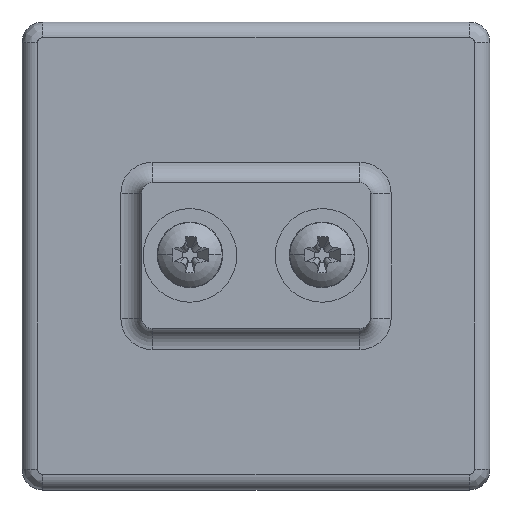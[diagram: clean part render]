
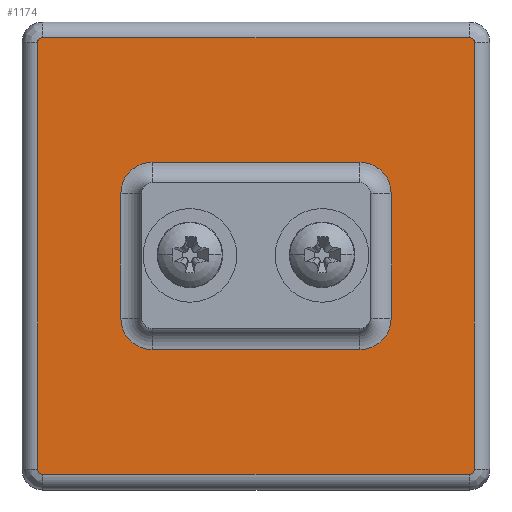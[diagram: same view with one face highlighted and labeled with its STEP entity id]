
A CAD part, top view. The second image highlights one B-rep face of the part: STEP entity #1174.
In plain terms, the highlighted planar face has unit normal (0, 0, 1).
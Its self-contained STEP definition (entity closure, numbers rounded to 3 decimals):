
#221=CARTESIAN_POINT('',(10.,-6.,6.));
#222=DIRECTION('',(0.,0.,1.));
#223=DIRECTION('',(0.,-1.,0.));
#224=AXIS2_PLACEMENT_3D('',#221,#222,#223);
#226=CARTESIAN_POINT('',(10.,6.,6.));
#227=DIRECTION('',(0.,0.,1.));
#228=DIRECTION('',(1.,0.,0.));
#229=AXIS2_PLACEMENT_3D('',#226,#227,#228);
#231=CARTESIAN_POINT('',(-10.,6.,6.));
#232=DIRECTION('',(0.,0.,1.));
#233=DIRECTION('',(0.,1.,0.));
#234=AXIS2_PLACEMENT_3D('',#231,#232,#233);
#236=CARTESIAN_POINT('',(-10.,-6.,6.));
#237=DIRECTION('',(0.,0.,1.));
#238=DIRECTION('',(-1.,0.,0.));
#239=AXIS2_PLACEMENT_3D('',#236,#237,#238);
#241=CARTESIAN_POINT('',(-20.5,20.5,6.));
#242=DIRECTION('',(0.,0.,-1.));
#243=DIRECTION('',(-1.,0.,0.));
#244=AXIS2_PLACEMENT_3D('',#241,#242,#243);
#246=DIRECTION('',(1.,0.,0.));
#247=VECTOR('',#246,41.);
#248=CARTESIAN_POINT('',(-20.5,21.,6.));
#249=LINE('',#248,#247);
#250=CARTESIAN_POINT('',(20.5,20.5,6.));
#251=DIRECTION('',(0.,0.,-1.));
#252=DIRECTION('',(0.,1.,0.));
#253=AXIS2_PLACEMENT_3D('',#250,#251,#252);
#255=DIRECTION('',(0.,-1.,0.));
#256=VECTOR('',#255,41.);
#257=CARTESIAN_POINT('',(21.,20.5,6.));
#258=LINE('',#257,#256);
#259=CARTESIAN_POINT('',(20.5,-20.5,6.));
#260=DIRECTION('',(0.,0.,-1.));
#261=DIRECTION('',(1.,0.,0.));
#262=AXIS2_PLACEMENT_3D('',#259,#260,#261);
#264=DIRECTION('',(-1.,0.,0.));
#265=VECTOR('',#264,41.);
#266=CARTESIAN_POINT('',(20.5,-21.,6.));
#267=LINE('',#266,#265);
#268=CARTESIAN_POINT('',(-20.5,-20.5,6.));
#269=DIRECTION('',(0.,0.,-1.));
#270=DIRECTION('',(0.,-1.,0.));
#271=AXIS2_PLACEMENT_3D('',#268,#269,#270);
#273=DIRECTION('',(0.,1.,0.));
#274=VECTOR('',#273,41.);
#275=CARTESIAN_POINT('',(-21.,-20.5,6.));
#276=LINE('',#275,#274);
#304=DIRECTION('',(-1.,0.,0.));
#305=VECTOR('',#304,20.);
#306=CARTESIAN_POINT('',(10.,-9.,6.));
#307=LINE('',#306,#305);
#335=DIRECTION('',(0.,1.,0.));
#336=VECTOR('',#335,12.);
#337=CARTESIAN_POINT('',(-13.,-6.,6.));
#338=LINE('',#337,#336);
#370=DIRECTION('',(1.,0.,0.));
#371=VECTOR('',#370,20.);
#372=CARTESIAN_POINT('',(-10.,9.,6.));
#373=LINE('',#372,#371);
#401=DIRECTION('',(0.,-1.,0.));
#402=VECTOR('',#401,12.);
#403=CARTESIAN_POINT('',(13.,6.,6.));
#404=LINE('',#403,#402);
#545=CARTESIAN_POINT('',(10.,-9.,6.));
#546=CARTESIAN_POINT('',(13.,-6.,6.));
#547=VERTEX_POINT('',#545);
#548=VERTEX_POINT('',#546);
#549=CARTESIAN_POINT('',(13.,6.,6.));
#550=VERTEX_POINT('',#549);
#551=CARTESIAN_POINT('',(10.,9.,6.));
#552=VERTEX_POINT('',#551);
#553=CARTESIAN_POINT('',(-10.,9.,6.));
#554=VERTEX_POINT('',#553);
#555=CARTESIAN_POINT('',(-13.,6.,6.));
#556=VERTEX_POINT('',#555);
#557=CARTESIAN_POINT('',(-13.,-6.,6.));
#558=VERTEX_POINT('',#557);
#559=CARTESIAN_POINT('',(-10.,-9.,6.));
#560=VERTEX_POINT('',#559);
#657=CARTESIAN_POINT('',(-21.,20.5,6.));
#658=CARTESIAN_POINT('',(-20.5,21.,6.));
#659=VERTEX_POINT('',#657);
#660=VERTEX_POINT('',#658);
#663=CARTESIAN_POINT('',(20.5,21.,6.));
#664=VERTEX_POINT('',#663);
#667=CARTESIAN_POINT('',(21.,20.5,6.));
#668=VERTEX_POINT('',#667);
#671=CARTESIAN_POINT('',(21.,-20.5,6.));
#672=VERTEX_POINT('',#671);
#675=CARTESIAN_POINT('',(20.5,-21.,6.));
#676=VERTEX_POINT('',#675);
#679=CARTESIAN_POINT('',(-20.5,-21.,6.));
#680=VERTEX_POINT('',#679);
#683=CARTESIAN_POINT('',(-21.,-20.5,6.));
#684=VERTEX_POINT('',#683);
#1141=CARTESIAN_POINT('',(0.,0.,6.));
#1142=DIRECTION('',(0.,0.,1.));
#1143=DIRECTION('',(1.,0.,0.));
#1144=AXIS2_PLACEMENT_3D('',#1141,#1142,#1143);
#1145=PLANE('',#1144);
#1146=ORIENTED_EDGE('',*,*,#1056,.T.);
#1147=ORIENTED_EDGE('',*,*,#1070,.T.);
#1148=ORIENTED_EDGE('',*,*,#1096,.T.);
#1149=ORIENTED_EDGE('',*,*,#1110,.T.);
#1150=ORIENTED_EDGE('',*,*,#1135,.T.);
#1151=ORIENTED_EDGE('',*,*,#989,.T.);
#1152=ORIENTED_EDGE('',*,*,#1016,.T.);
#1153=ORIENTED_EDGE('',*,*,#1030,.T.);
#1154=EDGE_LOOP('',(#1146,#1147,#1148,#1149,#1150,#1151,#1152,#1153));
#1155=FACE_OUTER_BOUND('',#1154,.F.);
#1157=ORIENTED_EDGE('',*,*,#1156,.T.);
#1159=ORIENTED_EDGE('',*,*,#1158,.F.);
#1161=ORIENTED_EDGE('',*,*,#1160,.T.);
#1163=ORIENTED_EDGE('',*,*,#1162,.F.);
#1165=ORIENTED_EDGE('',*,*,#1164,.T.);
#1167=ORIENTED_EDGE('',*,*,#1166,.F.);
#1169=ORIENTED_EDGE('',*,*,#1168,.T.);
#1171=ORIENTED_EDGE('',*,*,#1170,.F.);
#1172=EDGE_LOOP('',(#1157,#1159,#1161,#1163,#1165,#1167,#1169,#1171));
#1173=FACE_BOUND('',#1172,.F.);
#1174=ADVANCED_FACE('',(#1155,#1173),#1145,.T.);
#225=CIRCLE('',#224,3.);
#230=CIRCLE('',#229,3.);
#235=CIRCLE('',#234,3.);
#240=CIRCLE('',#239,3.);
#245=CIRCLE('',#244,0.5);
#254=CIRCLE('',#253,0.5);
#263=CIRCLE('',#262,0.5);
#272=CIRCLE('',#271,0.5);
#989=EDGE_CURVE('',#676,#680,#267,.T.);
#1016=EDGE_CURVE('',#680,#684,#272,.T.);
#1030=EDGE_CURVE('',#684,#659,#276,.T.);
#1056=EDGE_CURVE('',#659,#660,#245,.T.);
#1070=EDGE_CURVE('',#660,#664,#249,.T.);
#1096=EDGE_CURVE('',#664,#668,#254,.T.);
#1110=EDGE_CURVE('',#668,#672,#258,.T.);
#1135=EDGE_CURVE('',#672,#676,#263,.T.);
#1156=EDGE_CURVE('',#547,#548,#225,.T.);
#1158=EDGE_CURVE('',#550,#548,#404,.T.);
#1160=EDGE_CURVE('',#550,#552,#230,.T.);
#1162=EDGE_CURVE('',#554,#552,#373,.T.);
#1164=EDGE_CURVE('',#554,#556,#235,.T.);
#1166=EDGE_CURVE('',#558,#556,#338,.T.);
#1168=EDGE_CURVE('',#558,#560,#240,.T.);
#1170=EDGE_CURVE('',#547,#560,#307,.T.);
